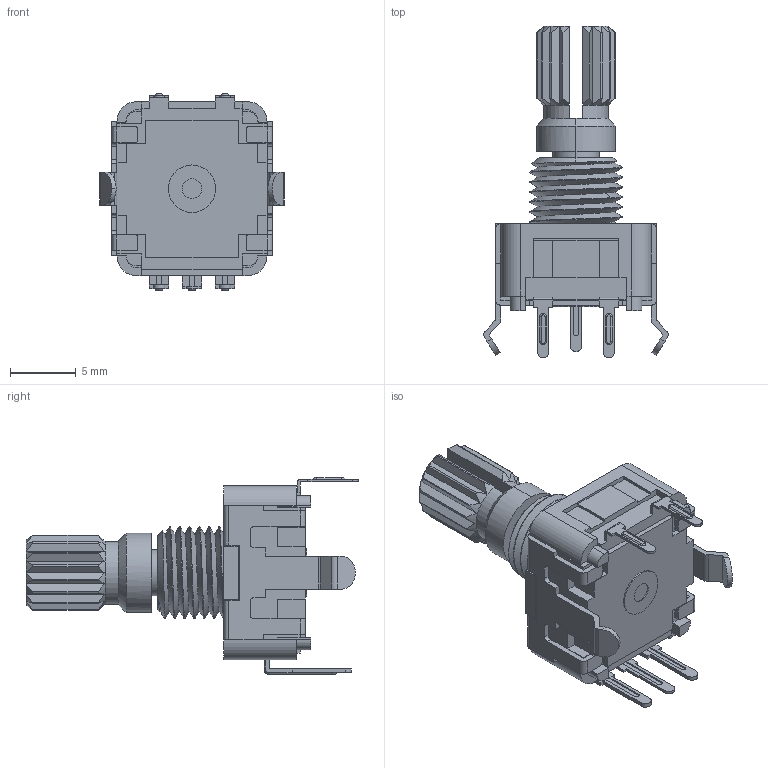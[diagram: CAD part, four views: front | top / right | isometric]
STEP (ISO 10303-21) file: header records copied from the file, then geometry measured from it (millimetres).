
FILE_DESCRIPTION (( 'STEP AP214' ), '1' );
FILE_NAME ('PEC11R-4115K-S0018.STEP', '2022-12-17T08:44:34', ( '' ), ( '' ), 'SwSTEP 2.0', 'SolidWorks 2022', '' );
FILE_SCHEMA (( 'AUTOMOTIVE_DESIGN' ));
Length unit declared in the file: millimetre
Products named in the file (1): PEC11R-4115K-S0018
Bounding box: 14 x 25.2 x 14.9 mm (x, y, z)
Surface area: 1629.6 mm2 (no closed solid volume)
Topology: 0 solids, 3 shells, 517 faces, 1444 edges, 949 vertices
Faces by surface type: plane 318, cylinder 153, cone 29, bspline 17
Entity records: 22158 total; most frequent: CARTESIAN_POINT 7819, ORIENTED_EDGE 2880, DIRECTION 2523, EDGE_CURVE 1444, VECTOR 969, LINE 969, VERTEX_POINT 949, AXIS2_PLACEMENT_3D 777
